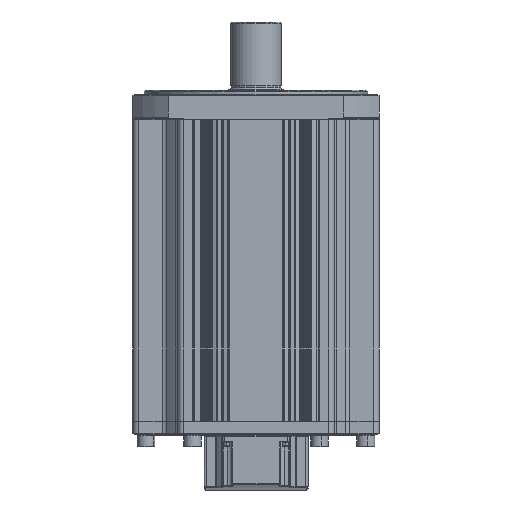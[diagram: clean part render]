
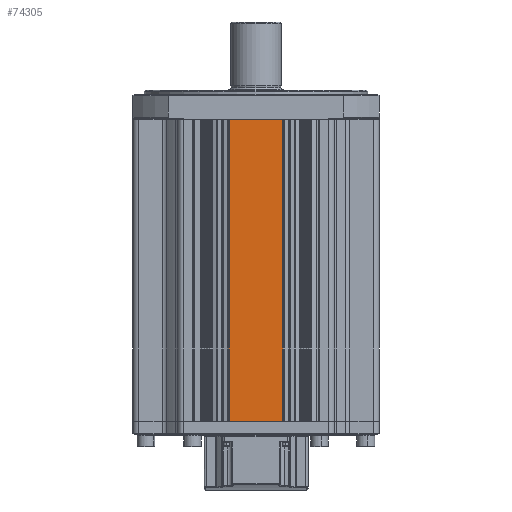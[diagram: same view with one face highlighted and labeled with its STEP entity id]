
A CAD part, front view. The second image highlights one B-rep face of the part: STEP entity #74305.
In plain terms, the highlighted planar face has unit normal (0, -1, 0).
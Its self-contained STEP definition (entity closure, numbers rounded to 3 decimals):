
#16522 = CARTESIAN_POINT ( 'NONE',  ( -24., -110., -270. ) ) ;
#31982 = VERTEX_POINT ( 'NONE', #16522 ) ;
#32071 = VERTEX_POINT ( 'NONE', #39474 ) ;
#32149 = VERTEX_POINT ( 'NONE', #39514 ) ;
#32218 = VERTEX_POINT ( 'NONE', #39541 ) ;
#35001 = PLANE ( 'NONE',  #83641 ) ;
#35016 = FACE_OUTER_BOUND ( 'NONE', #47841, .T. ) ;
#35022 = DIRECTION ( 'NONE',  ( 0., 1., 0. ) ) ;
#35041 = CARTESIAN_POINT ( 'NONE',  ( 6.427, -110., 0. ) ) ;
#35045 = DIRECTION ( 'NONE',  ( -1., 0., 0. ) ) ;
#39474 = CARTESIAN_POINT ( 'NONE',  ( -24., -110., 0. ) ) ;
#39514 = CARTESIAN_POINT ( 'NONE',  ( 24., -110., 0. ) ) ;
#39541 = CARTESIAN_POINT ( 'NONE',  ( 24., -110., -270. ) ) ;
#47841 = EDGE_LOOP ( 'NONE', ( #85008, #85042, #85011, #85032 ) ) ;
#74305 = ADVANCED_FACE ( 'NONE', ( #35016 ), #35001, .F. ) ;
#76755 = EDGE_CURVE ( 'NONE', #32071, #31982, #101019, .T. ) ;
#76788 = EDGE_CURVE ( 'NONE', #32071, #32149, #101035, .T. ) ;
#76836 = EDGE_CURVE ( 'NONE', #32149, #32218, #101114, .T. ) ;
#76851 = EDGE_CURVE ( 'NONE', #31982, #32218, #101180, .T. ) ;
#83641 = AXIS2_PLACEMENT_3D ( 'NONE', #35041, #35022, #35045 ) ;
#85008 = ORIENTED_EDGE ( 'NONE', *, *, #76851, .T. ) ;
#85011 = ORIENTED_EDGE ( 'NONE', *, *, #76788, .F. ) ;
#85032 = ORIENTED_EDGE ( 'NONE', *, *, #76755, .T. ) ;
#85042 = ORIENTED_EDGE ( 'NONE', *, *, #76836, .F. ) ;
#100268 = VECTOR ( 'NONE', #101038, 1000. ) ;
#100270 = VECTOR ( 'NONE', #101022, 1000. ) ;
#100304 = VECTOR ( 'NONE', #101147, 1000. ) ;
#100330 = VECTOR ( 'NONE', #101165, 1000. ) ;
#101016 = CARTESIAN_POINT ( 'NONE',  ( -24., -110., 0. ) ) ;
#101019 = LINE ( 'NONE', #101016, #100270 ) ;
#101022 = DIRECTION ( 'NONE',  ( 0., 0., -1. ) ) ;
#101024 = CARTESIAN_POINT ( 'NONE',  ( 6.427, -110., 0. ) ) ;
#101035 = LINE ( 'NONE', #101024, #100268 ) ;
#101038 = DIRECTION ( 'NONE',  ( 1., 0., 0. ) ) ;
#101109 = CARTESIAN_POINT ( 'NONE',  ( 24., -110., 0. ) ) ;
#101114 = LINE ( 'NONE', #101109, #100304 ) ;
#101147 = DIRECTION ( 'NONE',  ( 0., 0., -1. ) ) ;
#101165 = DIRECTION ( 'NONE',  ( 1., 0., 0. ) ) ;
#101180 = LINE ( 'NONE', #101192, #100330 ) ;
#101192 = CARTESIAN_POINT ( 'NONE',  ( 6.427, -110., -270. ) ) ;
